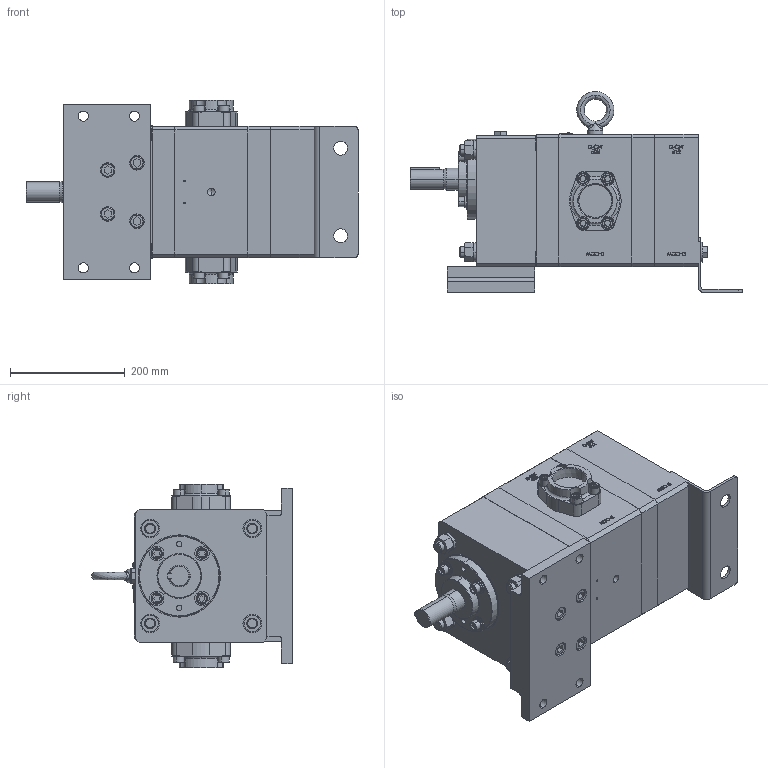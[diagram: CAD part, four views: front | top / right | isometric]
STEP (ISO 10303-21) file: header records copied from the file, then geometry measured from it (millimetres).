
FILE_DESCRIPTION (( 'STEP AP203' ), '1' );
FILE_NAME ('GL-1430-55J9-003-NPT.STEP', '2020-03-02T14:39:21', ( '' ), ( '' ), 'SwSTEP 2.0', 'SolidWorks 2019', '' );
FILE_SCHEMA (( 'CONFIG_CONTROL_DESIGN' ));
Length unit declared in the file: inch
Products named in the file (1): GL-1430-55J9-003-NPT
Bounding box: 577.52 x 349.45 x 318.52 mm (x, y, z)
Volume: 23102914.2 mm3; surface area: 769889.6 mm2
Topology: 1 solids, 1 shells, 2265 faces, 5709 edges, 3707 vertices
Faces by surface type: plane 1306, bspline 431, cylinder 307, cone 203, torus 14, sphere 4
Entity records: 97737 total; most frequent: CARTESIAN_POINT 45881, ORIENTED_EDGE 11398, DIRECTION 9165, EDGE_CURVE 5699, VECTOR 3721, LINE 3721, VERTEX_POINT 3707, AXIS2_PLACEMENT_3D 2722
